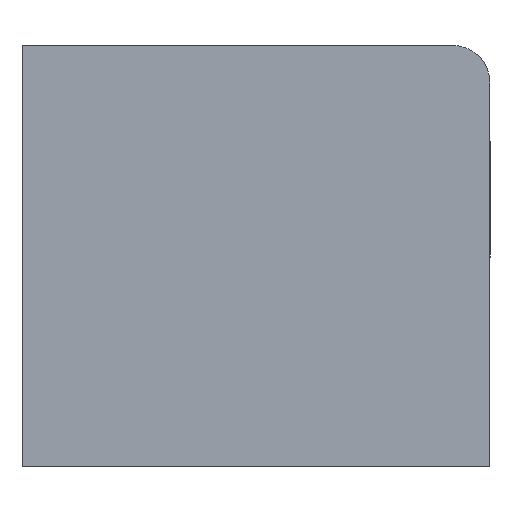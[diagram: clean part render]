
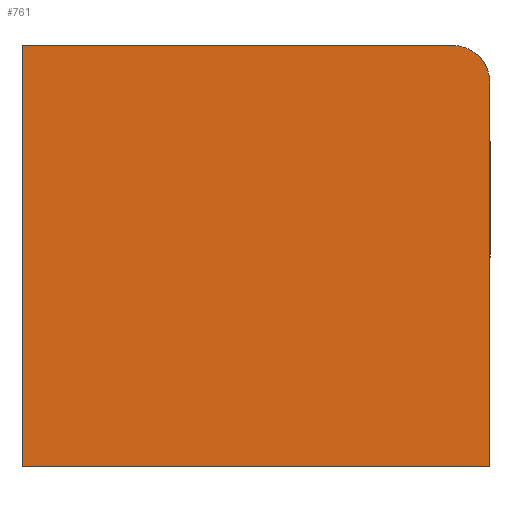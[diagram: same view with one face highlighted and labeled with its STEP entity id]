
A CAD part, front view. The second image highlights one B-rep face of the part: STEP entity #761.
In plain terms, the highlighted free-form (B-spline) face has degree [1, 1] with [2, 2] control points.
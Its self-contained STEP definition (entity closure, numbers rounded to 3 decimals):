
#544 = VERTEX_POINT('',#545);
#545 = CARTESIAN_POINT('',(-110.988,-169.663,
    125.833));
#568 = VERTEX_POINT('',#569);
#569 = CARTESIAN_POINT('',(-110.988,-169.663,
    -103.212));
#574 = EDGE_CURVE('',#568,#544,#575,.T.);
#575 = B_SPLINE_CURVE_WITH_KNOTS('',1,(#576,#577),.UNSPECIFIED.,.F.,.F.,
  (2,2),(0.,162.),.PIECEWISE_BEZIER_KNOTS.);
#576 = CARTESIAN_POINT('',(-110.988,-169.663,
    -103.212));
#577 = CARTESIAN_POINT('',(-110.988,-169.663,
    125.833));
#603 = VERTEX_POINT('',#604);
#604 = CARTESIAN_POINT('',(143.507,-169.663,
    -103.212));
#609 = EDGE_CURVE('',#603,#568,#610,.T.);
#610 = B_SPLINE_CURVE_WITH_KNOTS('',1,(#611,#612),.UNSPECIFIED.,.F.,.F.,
  (2,2),(-180.,-0.),.PIECEWISE_BEZIER_KNOTS.);
#611 = CARTESIAN_POINT('',(143.507,-169.663,
    -103.212));
#612 = CARTESIAN_POINT('',(-110.988,-169.663,
    -103.212));
#682 = VERTEX_POINT('',#683);
#683 = CARTESIAN_POINT('',(143.507,-169.663,
    105.332));
#688 = EDGE_CURVE('',#682,#603,#689,.T.);
#689 = B_SPLINE_CURVE_WITH_KNOTS('',1,(#690,#691),.UNSPECIFIED.,.F.,.F.,
  (2,2),(-147.5,-0.),.PIECEWISE_BEZIER_KNOTS.);
#690 = CARTESIAN_POINT('',(143.507,-169.663,
    105.332));
#691 = CARTESIAN_POINT('',(143.507,-169.663,
    -103.212));
#738 = VERTEX_POINT('',#739);
#739 = CARTESIAN_POINT('',(123.006,-169.663,
    125.833));
#752 = EDGE_CURVE('',#544,#738,#753,.T.);
#753 = B_SPLINE_CURVE_WITH_KNOTS('',1,(#754,#755),.UNSPECIFIED.,.F.,.F.,
  (2,2),(0.,165.5),.PIECEWISE_BEZIER_KNOTS.);
#754 = CARTESIAN_POINT('',(-110.988,-169.663,
    125.833));
#755 = CARTESIAN_POINT('',(123.006,-169.663,
    125.833));
#761 = ADVANCED_FACE('',(#762),#774,.F.);
#762 = FACE_BOUND('',#763,.T.);
#763 = EDGE_LOOP('',(#764,#765,#771,#772,#773));
#764 = ORIENTED_EDGE('',*,*,#688,.F.);
#765 = ORIENTED_EDGE('',*,*,#766,.T.);
#766 = EDGE_CURVE('',#682,#738,#767,.T.);
#767 = ( BOUNDED_CURVE() B_SPLINE_CURVE(2,(#768,#769,#770),
.UNSPECIFIED.,.F.,.F.) B_SPLINE_CURVE_WITH_KNOTS((3,3),(4.712,
6.283),.PIECEWISE_BEZIER_KNOTS.) CURVE() 
GEOMETRIC_REPRESENTATION_ITEM() RATIONAL_B_SPLINE_CURVE((1.,
0.707,1.)) REPRESENTATION_ITEM('') );
#768 = CARTESIAN_POINT('',(143.507,-169.663,
    105.332));
#769 = CARTESIAN_POINT('',(143.507,-169.663,
    125.833));
#770 = CARTESIAN_POINT('',(123.006,-169.663,
    125.833));
#771 = ORIENTED_EDGE('',*,*,#752,.F.);
#772 = ORIENTED_EDGE('',*,*,#574,.F.);
#773 = ORIENTED_EDGE('',*,*,#609,.F.);
#774 = B_SPLINE_SURFACE_WITH_KNOTS('',1,1,(
    (#775,#776)
    ,(#777,#778
    )),.UNSPECIFIED.,.F.,.F.,.F.,(2,2),(2,2),(-73.,89.),(-78.5,101.5),
  .PIECEWISE_BEZIER_KNOTS.);
#775 = CARTESIAN_POINT('',(-110.988,-169.663,
    -103.212));
#776 = CARTESIAN_POINT('',(143.507,-169.663,
    -103.212));
#777 = CARTESIAN_POINT('',(-110.988,-169.663,
    125.833));
#778 = CARTESIAN_POINT('',(143.507,-169.663,
    125.833));
